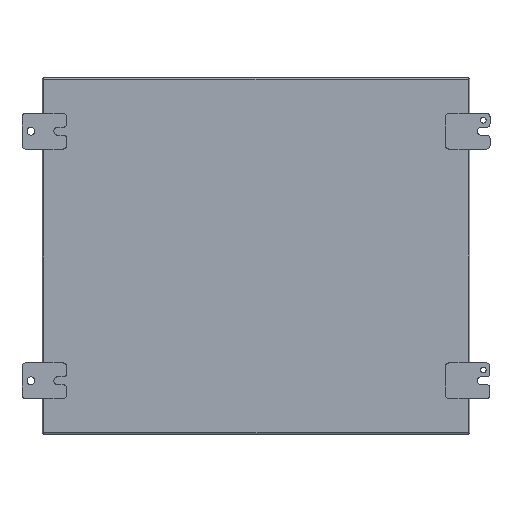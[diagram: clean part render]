
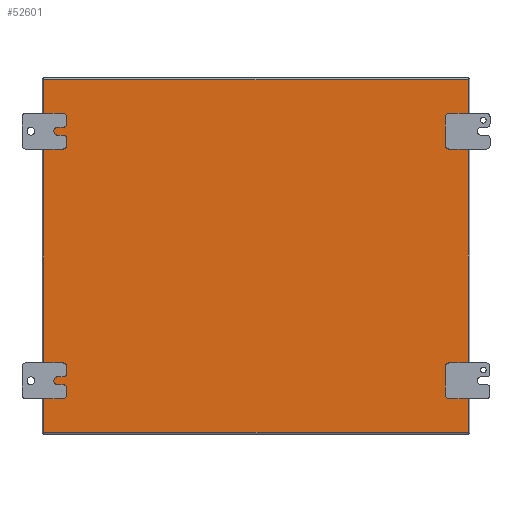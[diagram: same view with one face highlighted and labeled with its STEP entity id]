
A CAD part, left-side view. The second image highlights one B-rep face of the part: STEP entity #52601.
In plain terms, the highlighted face is planar.
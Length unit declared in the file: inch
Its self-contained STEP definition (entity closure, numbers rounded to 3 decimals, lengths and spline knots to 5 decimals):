
#8352 = CARTESIAN_POINT ( 'NONE',  ( 9.892, 0., -11.892 ) ) ;
#13884 = VERTEX_POINT ( 'NONE', #26363 ) ;
#15192 = FACE_OUTER_BOUND ( 'NONE', #102044, .T. ) ;
#16711 = DIRECTION ( 'NONE',  ( 0., 0., 1. ) ) ;
#20225 = VECTOR ( 'NONE', #90615, 39.37008 ) ;
#23048 = DIRECTION ( 'NONE',  ( 0., 0., -1. ) ) ;
#24537 = CARTESIAN_POINT ( 'NONE',  ( 9.892, 0., 11.892 ) ) ;
#26363 = CARTESIAN_POINT ( 'NONE',  ( -9.892, 0., -11.892 ) ) ;
#27743 = AXIS2_PLACEMENT_3D ( 'NONE', #8352, #73402, #16711 ) ;
#32192 = PLANE ( 'NONE',  #27743 ) ;
#32252 = VECTOR ( 'NONE', #32955, 39.37008 ) ;
#32955 = DIRECTION ( 'NONE',  ( 0., 0., 1. ) ) ;
#41836 = VECTOR ( 'NONE', #102930, 39.37008 ) ;
#42310 = ORIENTED_EDGE ( 'NONE', *, *, #50234, .F. ) ;
#47579 = CARTESIAN_POINT ( 'NONE',  ( -9.892, 0., 11.892 ) ) ;
#50234 = EDGE_CURVE ( 'NONE', #13884, #82015, #65287, .T. ) ;
#50694 = CARTESIAN_POINT ( 'NONE',  ( 9.892, 0., -11.892 ) ) ;
#52601 = ADVANCED_FACE ( 'NONE', ( #15192 ), #32192, .F. ) ;
#54217 = CARTESIAN_POINT ( 'NONE',  ( -9.892, 0., -11.892 ) ) ;
#56014 = LINE ( 'NONE', #24537, #32252 ) ;
#61458 = VERTEX_POINT ( 'NONE', #84419 ) ;
#63102 = LINE ( 'NONE', #47579, #41836 ) ;
#65287 = LINE ( 'NONE', #50694, #20225 ) ;
#67545 = ORIENTED_EDGE ( 'NONE', *, *, #79510, .F. ) ;
#70413 = VECTOR ( 'NONE', #23048, 39.37008 ) ;
#70882 = ORIENTED_EDGE ( 'NONE', *, *, #76823, .F. ) ;
#71420 = CARTESIAN_POINT ( 'NONE',  ( 9.892, 0., -11.892 ) ) ;
#73402 = DIRECTION ( 'NONE',  ( 0., -1., 0. ) ) ;
#76823 = EDGE_CURVE ( 'NONE', #61458, #88510, #63102, .T. ) ;
#77213 = EDGE_CURVE ( 'NONE', #88510, #13884, #101817, .T. ) ;
#79510 = EDGE_CURVE ( 'NONE', #82015, #61458, #56014, .T. ) ;
#82015 = VERTEX_POINT ( 'NONE', #71420 ) ;
#82433 = ORIENTED_EDGE ( 'NONE', *, *, #77213, .F. ) ;
#84419 = CARTESIAN_POINT ( 'NONE',  ( 9.892, 0., 11.892 ) ) ;
#88510 = VERTEX_POINT ( 'NONE', #94320 ) ;
#90615 = DIRECTION ( 'NONE',  ( 1., 0., 0. ) ) ;
#94320 = CARTESIAN_POINT ( 'NONE',  ( -9.892, 0., 11.892 ) ) ;
#101817 = LINE ( 'NONE', #54217, #70413 ) ;
#102044 = EDGE_LOOP ( 'NONE', ( #82433, #70882, #67545, #42310 ) ) ;
#102930 = DIRECTION ( 'NONE',  ( -1., 0., 0. ) ) ;
